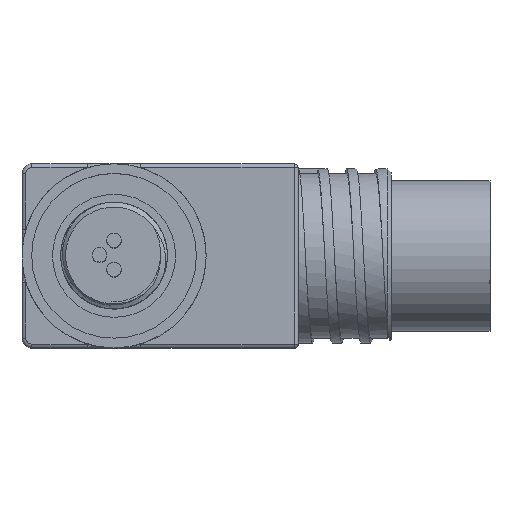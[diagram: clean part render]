
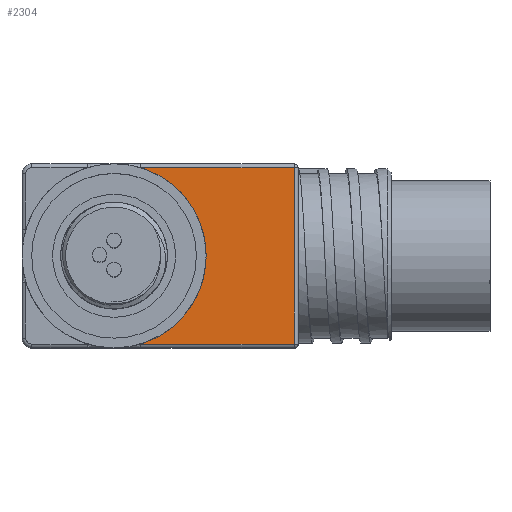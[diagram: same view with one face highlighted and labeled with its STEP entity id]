
A CAD part, top view. The second image highlights one B-rep face of the part: STEP entity #2304.
In plain terms, the highlighted planar face has unit normal (0, 0, 1).
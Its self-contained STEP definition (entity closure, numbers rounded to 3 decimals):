
#144=CIRCLE($,#2461,9.5);
#203=PLANE($,#2460);
#323=FACE_OUTER_BOUND($,#474,.T.);
#474=EDGE_LOOP($,(#1927,#1928,#1929,#1930));
#622=LINE($,#6648,#771);
#625=LINE($,#6662,#774);
#632=LINE($,#6691,#781);
#771=VECTOR($,#2786,15.872);
#774=VECTOR($,#2801,15.872);
#781=VECTOR($,#2836,18.2);
#1045=VERTEX_POINT($,#6641);
#1047=VERTEX_POINT($,#6646);
#1048=VERTEX_POINT($,#6651);
#1051=VERTEX_POINT($,#6658);
#1318=EDGE_CURVE($,#1047,#1045,#622,.T.);
#1325=EDGE_CURVE($,#1048,#1051,#625,.T.);
#1340=EDGE_CURVE($,#1045,#1048,#632,.T.);
#1379=EDGE_CURVE($,#1047,#1051,#144,.T.);
#1927=ORIENTED_EDGE($,*,*,#1325,.F.);
#1928=ORIENTED_EDGE($,*,*,#1340,.F.);
#1929=ORIENTED_EDGE($,*,*,#1318,.F.);
#1930=ORIENTED_EDGE($,*,*,#1379,.T.);
#2304=ADVANCED_FACE($,(#323),#203,.T.);
#2460=AXIS2_PLACEMENT_3D($,#6951,#2904,#2905);
#2461=AXIS2_PLACEMENT_3D($,#6952,#2906,#2907);
#2786=DIRECTION($,(1.,0.,0.));
#2801=DIRECTION($,(-1.,0.,0.));
#2836=DIRECTION($,(0.,-1.,0.));
#2904=DIRECTION('center_axis',(0.,0.,1.));
#2905=DIRECTION('ref_axis',(1.,0.,0.));
#2906=DIRECTION('center_axis',(0.,0.,-1.));
#2907=DIRECTION('ref_axis',(-1.,0.,0.));
#6641=CARTESIAN_POINT('',(18.6,9.1,0.));
#6646=CARTESIAN_POINT('',(2.728,9.1,0.));
#6648=CARTESIAN_POINT($,(11.875,9.1,0.));
#6651=CARTESIAN_POINT('',(18.6,-9.1,0.));
#6658=CARTESIAN_POINT('',(2.728,-9.1,0.));
#6662=CARTESIAN_POINT($,(-2.375,-9.1,0.));
#6691=CARTESIAN_POINT($,(18.6,-4.75,0.));
#6951=CARTESIAN_POINT('Origin',(4.75,0.,0.));
#6952=CARTESIAN_POINT('Origin',(0.,0.,0.));
